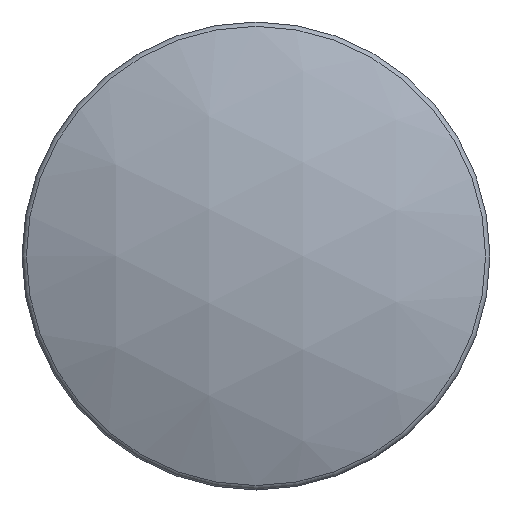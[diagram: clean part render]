
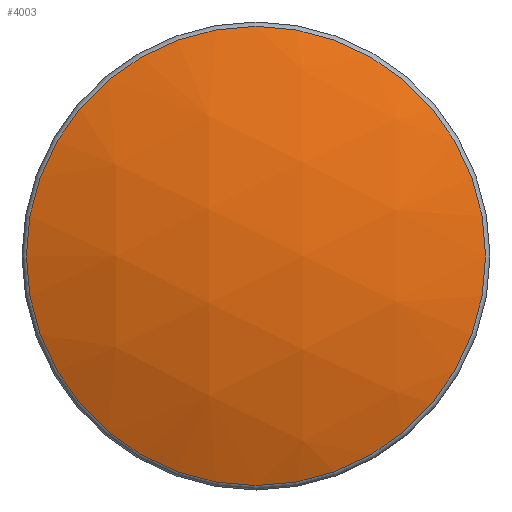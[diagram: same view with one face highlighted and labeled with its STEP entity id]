
A CAD part, top view. The second image highlights one B-rep face of the part: STEP entity #4003.
In plain terms, the highlighted spherical face has radius 80 mm.
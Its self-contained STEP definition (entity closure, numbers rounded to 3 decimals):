
#199=SPHERICAL_SURFACE('',#4401,80.);
#954=ORIENTED_EDGE('',*,*,#2027,.F.);
#2027=EDGE_CURVE('',#2582,#2582,#2981,.T.);
#2582=VERTEX_POINT('',#6130);
#2981=CIRCLE('',#4402,31.155);
#3241=EDGE_LOOP('',(#954));
#3626=FACE_BOUND('',#3241,.T.);
#4003=ADVANCED_FACE('',(#3626),#199,.T.);
#4401=AXIS2_PLACEMENT_3D('',#6128,#4994,#4995);
#4402=AXIS2_PLACEMENT_3D('',#6129,#4996,#4997);
#4994=DIRECTION('',(1.,0.,0.));
#4995=DIRECTION('',(0.,1.,0.));
#4996=DIRECTION('',(0.,0.,-1.));
#4997=DIRECTION('',(0.,1.,0.));
#6128=CARTESIAN_POINT('',(0.,0.,-6.85));
#6129=CARTESIAN_POINT('',(0.,0.,66.834));
#6130=CARTESIAN_POINT('',(0.,31.155,66.834));
